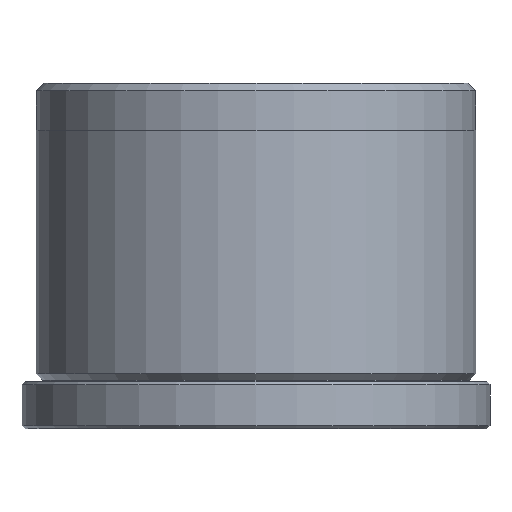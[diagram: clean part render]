
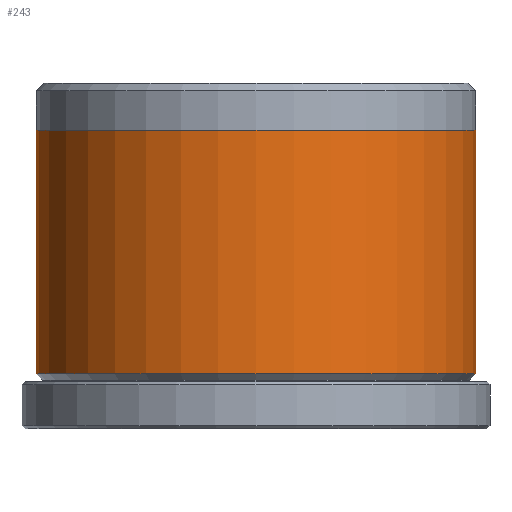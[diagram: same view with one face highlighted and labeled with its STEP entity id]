
A CAD part, front view. The second image highlights one B-rep face of the part: STEP entity #243.
In plain terms, the highlighted cylindrical face has radius 14 mm (diameter 28 mm), a partial arc.
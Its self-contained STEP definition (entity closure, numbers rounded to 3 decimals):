
#14 = EDGE_CURVE ( 'NONE', #727, #1783, #2251, .T. ) ;
#37 = CYLINDRICAL_SURFACE ( 'NONE', #900, 14. ) ;
#92 = FACE_OUTER_BOUND ( 'NONE', #1318, .T. ) ;
#98 = CARTESIAN_POINT ( 'NONE',  ( -14., 0., 22. ) ) ;
#124 = CARTESIAN_POINT ( 'NONE',  ( 0., 0., 22. ) ) ;
#167 = ORIENTED_EDGE ( 'NONE', *, *, #1082, .F. ) ;
#243 = ADVANCED_FACE ( 'NONE', ( #92 ), #37, .T. ) ;
#379 = AXIS2_PLACEMENT_3D ( 'NONE', #1913, #851, #2088 ) ;
#465 = ORIENTED_EDGE ( 'NONE', *, *, #14, .F. ) ;
#521 = CARTESIAN_POINT ( 'NONE',  ( -14., 0., 19. ) ) ;
#572 = ORIENTED_EDGE ( 'NONE', *, *, #827, .T. ) ;
#651 = CARTESIAN_POINT ( 'NONE',  ( 0., 0., 19. ) ) ;
#689 = VERTEX_POINT ( 'NONE', #521 ) ;
#727 = VERTEX_POINT ( 'NONE', #1434 ) ;
#770 = AXIS2_PLACEMENT_3D ( 'NONE', #651, #1896, #835 ) ;
#824 = DIRECTION ( 'NONE',  ( 0., 0., -1. ) ) ;
#827 = EDGE_CURVE ( 'NONE', #689, #1583, #1203, .T. ) ;
#835 = DIRECTION ( 'NONE',  ( 1., 0., 0. ) ) ;
#851 = DIRECTION ( 'NONE',  ( 0., 0., -1. ) ) ;
#900 = AXIS2_PLACEMENT_3D ( 'NONE', #124, #824, #1385 ) ;
#996 = ORIENTED_EDGE ( 'NONE', *, *, #2027, .F. ) ;
#1082 = EDGE_CURVE ( 'NONE', #689, #727, #1236, .T. ) ;
#1203 = LINE ( 'NONE', #98, #1568 ) ;
#1236 = CIRCLE ( 'NONE', #770, 14. ) ;
#1318 = EDGE_LOOP ( 'NONE', ( #465, #167, #572, #996 ) ) ;
#1372 = CARTESIAN_POINT ( 'NONE',  ( 14., 0., 22. ) ) ;
#1385 = DIRECTION ( 'NONE',  ( -1., 0., 0. ) ) ;
#1434 = CARTESIAN_POINT ( 'NONE',  ( 14., 0., 19. ) ) ;
#1568 = VECTOR ( 'NONE', #2212, 1000. ) ;
#1583 = VERTEX_POINT ( 'NONE', #1824 ) ;
#1709 = CIRCLE ( 'NONE', #379, 14. ) ;
#1780 = VECTOR ( 'NONE', #2233, 1000. ) ;
#1783 = VERTEX_POINT ( 'NONE', #1952 ) ;
#1824 = CARTESIAN_POINT ( 'NONE',  ( -14., 0., 3.5 ) ) ;
#1896 = DIRECTION ( 'NONE',  ( 0., 0., 1. ) ) ;
#1913 = CARTESIAN_POINT ( 'NONE',  ( 0., 0., 3.5 ) ) ;
#1952 = CARTESIAN_POINT ( 'NONE',  ( 14., 0., 3.5 ) ) ;
#2027 = EDGE_CURVE ( 'NONE', #1783, #1583, #1709, .T. ) ;
#2088 = DIRECTION ( 'NONE',  ( -1., 0., 0. ) ) ;
#2212 = DIRECTION ( 'NONE',  ( 0., 0., -1. ) ) ;
#2233 = DIRECTION ( 'NONE',  ( 0., 0., -1. ) ) ;
#2251 = LINE ( 'NONE', #1372, #1780 ) ;
